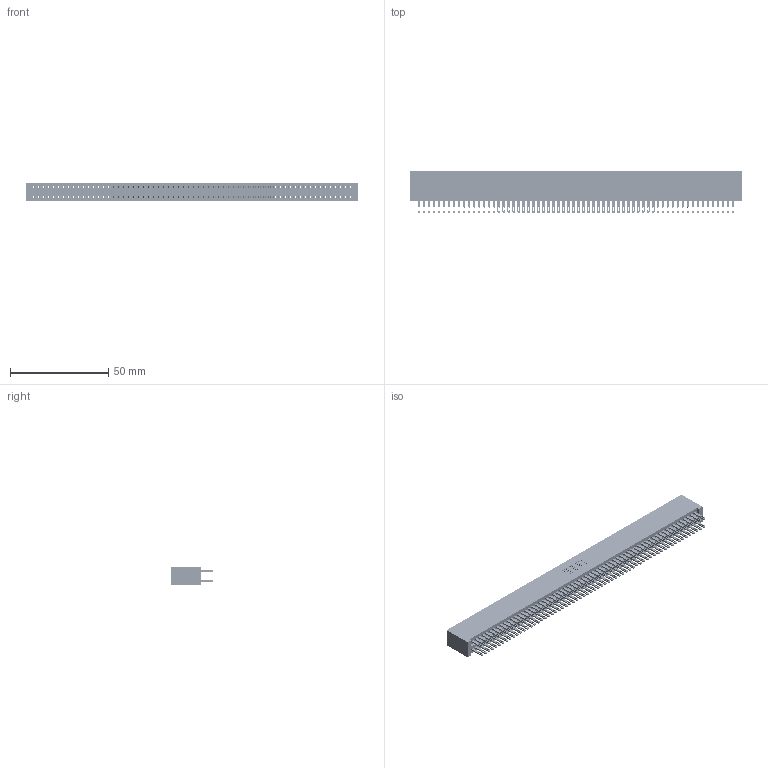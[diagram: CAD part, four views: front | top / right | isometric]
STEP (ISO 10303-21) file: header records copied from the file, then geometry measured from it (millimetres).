
FILE_DESCRIPTION (( 'STEP AP203' ), '1' );
FILE_NAME ('345-128-500-201.STEP', '2018-10-19T18:27:58', ( '' ), ( '' ), 'SwSTEP 2.0', 'SolidWorks 2016', '' );
FILE_SCHEMA (( 'CONFIG_CONTROL_DESIGN' ));
Length unit declared in the file: inch
Products named in the file (3): 345-128-500-201; 345-292-001_345-293-100; 345 Part_No Mounting Lugs
Assembly tree (129 placements, depth 2):
  345-128-500-201
    345 Part_No Mounting Lugs
    345-292-001_345-293-100  x128
Bounding box: 169.16 x 21.51 x 9.4 mm (x, y, z)
Volume: 17644 mm3; surface area: 28115.7 mm2
Topology: 129 solids, 129 shells, 6006 faces, 18365 edges, 12242 vertices
Faces by surface type: plane 3532, cylinder 2474
Entity records: 46907 total; most frequent: CARTESIAN_POINT 7840, ORIENTED_EDGE 7774, DIRECTION 6883, EDGE_CURVE 3887, LINE 3503, VECTOR 3503, VERTEX_POINT 2590, AXIS2_PLACEMENT_3D 1690
